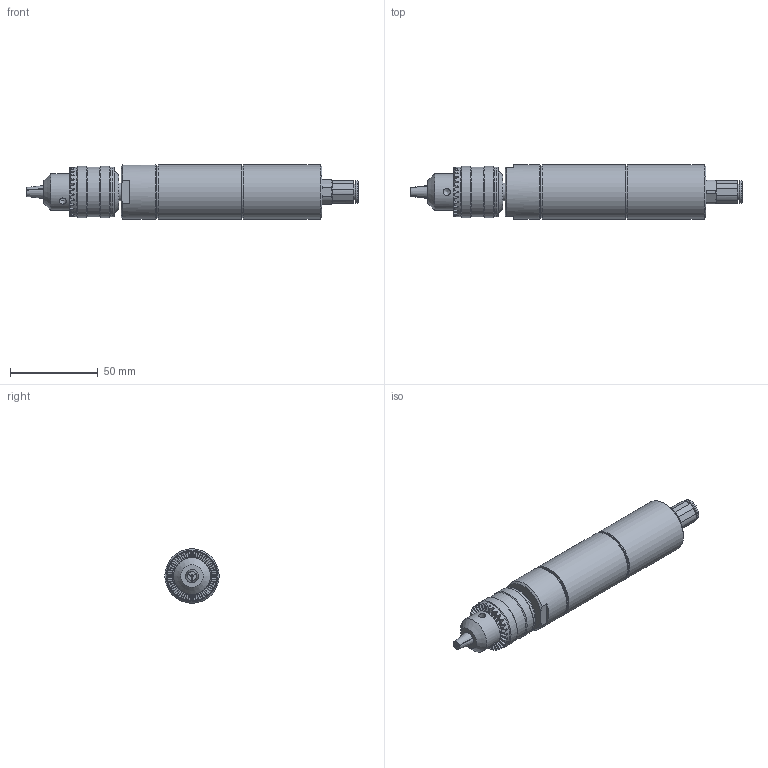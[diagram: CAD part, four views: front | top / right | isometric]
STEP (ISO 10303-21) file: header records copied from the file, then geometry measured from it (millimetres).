
FILE_DESCRIPTION((''),'2;1');
FILE_NAME('EBM 5000 B_29937417.stp','2008-06-12T11:02:40',('rmorof'),(''),'Autodesk Inventor 2008','Autodesk Inventor 2008','');
FILE_SCHEMA(('AUTOMOTIVE_DESIGN { 1 0 10303 214 1 1 1 1 }'));
Length unit declared in the file: millimetre
Products named in the file (1): Bauteil4
Bounding box: 189.7 x 31 x 31 mm (x, y, z)
Volume: 110297.5 mm3; surface area: 19928.2 mm2
Topology: 1 solids, 2 shells, 304 faces, 793 edges, 508 vertices
Faces by surface type: plane 176, cylinder 61, cone 58, bspline 6, torus 3
Full cylindrical faces by diameter (mm): 1.5 x1, 8 x1, 9.2 x1, 10 x1, 10.5 x1, 12 x1, 12.1 x1, 13 x1, 21 x1, 28.5 x3, 29.316 x2, 29.5 x2, 31 x3
Entity records: 9982 total; most frequent: CARTESIAN_POINT 2541, DIRECTION 1496, ORIENTED_EDGE 1472, EDGE_CURVE 736, AXIS2_PLACEMENT_3D 588, VERTEX_POINT 490, EDGE_LOOP 360, VECTOR 320
